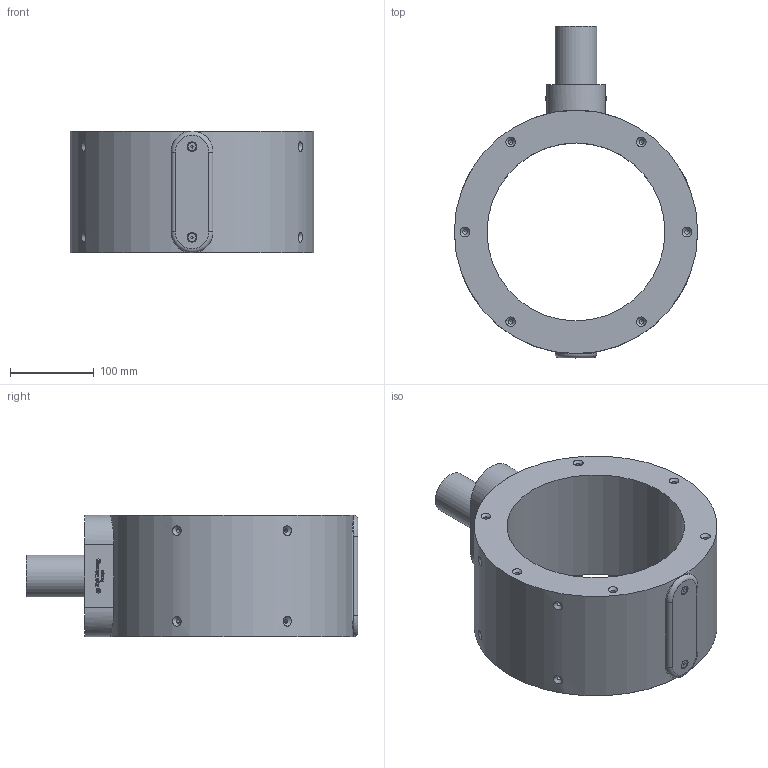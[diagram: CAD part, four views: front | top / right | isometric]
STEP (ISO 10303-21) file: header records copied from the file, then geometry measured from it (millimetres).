
FILE_DESCRIPTION (( 'STEP AP214' ), '1' );
FILE_NAME ('P-212-530-rev-B-SP.STEP', '2025-03-12T07:45:25', ( '' ), ( '' ), 'SwSTEP 2.0', 'SolidWorks 2024', '' );
FILE_SCHEMA (( 'AUTOMOTIVE_DESIGN' ));
Length unit declared in the file: millimetre
Products named in the file (1): P-212-530-rev-B-SP
Bounding box: 290 x 395.45 x 145.06 mm (x, y, z)
Volume: 4906237.9 mm3; surface area: 324438.5 mm2
Topology: 1 solids, 3 shells, 639 faces, 1670 edges, 1094 vertices
Faces by surface type: plane 337, bspline 198, cone 50, cylinder 45, torus 5, sphere 4
Full cylindrical faces by diameter (mm): 4.2 x8, 5 x2, 5.3 x2, 5.5 x12, 5.7 x4, 8.5 x6, 9.64 x2, 50 x1, 212 x1, 290 x1
Entity records: 30571 total; most frequent: CARTESIAN_POINT 15076, ORIENTED_EDGE 3040, DIRECTION 2132, EDGE_CURVE 1520, VERTEX_POINT 1036, LINE 960, VECTOR 960, EDGE_LOOP 794
